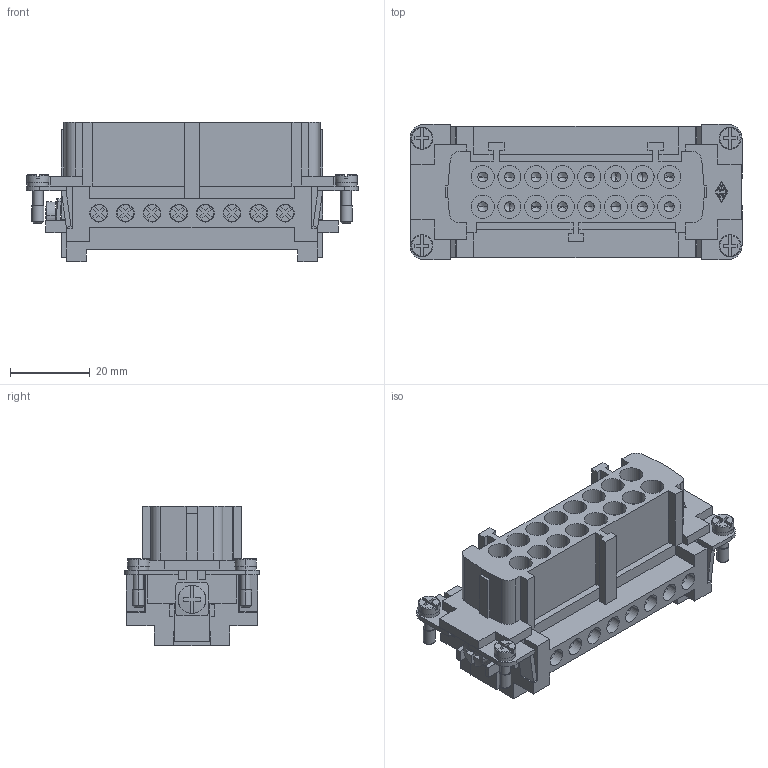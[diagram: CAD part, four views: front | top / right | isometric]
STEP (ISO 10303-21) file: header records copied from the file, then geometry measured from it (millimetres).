
FILE_DESCRIPTION(('Creo Elements/Direct Modeling STEP Export'),'2;1');
FILE_NAME('CNEF 16 RY.stp','2012-06-15T13:45:52',(''),(''),'Creo Elements/Direct Modeling STEP processor for AP214 (Solid Model)','Creo Elements/Direct Modeling 17.0D 15-Jul-2011 (C) Parametric Technology GmbH','');
FILE_SCHEMA(('AUTOMOTIVE_DESIGN { 1 0 10303 214 1 1 1 1 }'));
Products named in the file (1): CNEF_16_RY
Bounding box: 83.5 x 34 x 35 mm (x, y, z)
Volume: 38888.2 mm3; surface area: 28372.8 mm2
Topology: 3 solids, 3 shells, 2041 faces, 5673 edges, 3757 vertices
Faces by surface type: plane 1721, cylinder 268, cone 40, torus 8, sphere 4
Entity records: 72235 total; most frequent: ORIENTED_EDGE 11290, CARTESIAN_POINT 11260, DIRECTION 9844, EDGE_CURVE 5641, VECTOR 4840, LINE 4840, VERTEX_POINT 3758, AXIS2_PLACEMENT_3D 2502
